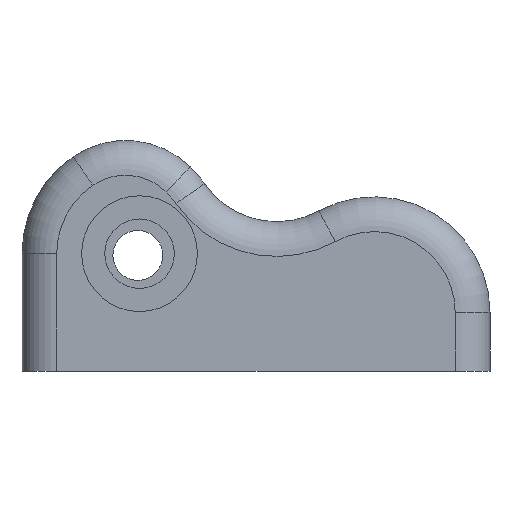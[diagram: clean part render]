
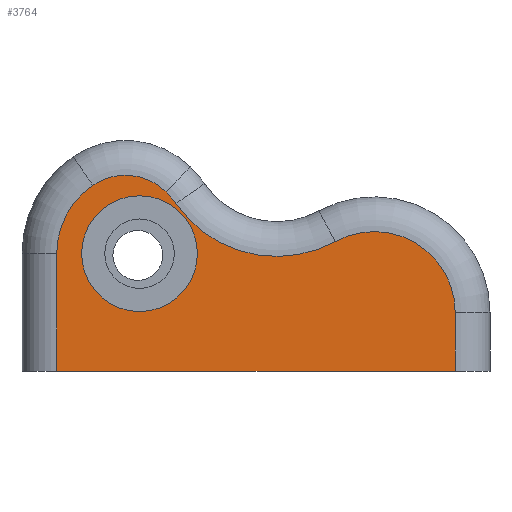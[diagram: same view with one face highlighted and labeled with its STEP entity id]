
A CAD part, left-side view. The second image highlights one B-rep face of the part: STEP entity #3764.
In plain terms, the highlighted planar face has unit normal (-1, 0, 0).
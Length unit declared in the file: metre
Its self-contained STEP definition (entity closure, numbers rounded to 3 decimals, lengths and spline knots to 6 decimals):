
#102=CIRCLE('',#4035,0.007);
#103=CIRCLE('',#4036,0.010585);
#104=CIRCLE('',#4037,0.007);
#105=CIRCLE('',#4038,0.005);
#106=CIRCLE('',#4039,0.00715);
#107=CIRCLE('',#4040,0.005);
#603=ORIENTED_EDGE('',*,*,#1726,.T.);
#604=ORIENTED_EDGE('',*,*,#1727,.T.);
#605=ORIENTED_EDGE('',*,*,#1728,.T.);
#606=ORIENTED_EDGE('',*,*,#1729,.T.);
#607=ORIENTED_EDGE('',*,*,#1730,.T.);
#608=ORIENTED_EDGE('',*,*,#1731,.T.);
#609=ORIENTED_EDGE('',*,*,#1732,.T.);
#610=ORIENTED_EDGE('',*,*,#1733,.T.);
#611=ORIENTED_EDGE('',*,*,#1734,.F.);
#1726=EDGE_CURVE('',#2287,#2288,#2646,.T.);
#1727=EDGE_CURVE('',#2288,#2289,#2647,.T.);
#1728=EDGE_CURVE('',#2289,#2290,#102,.T.);
#1729=EDGE_CURVE('',#2290,#2291,#103,.F.);
#1730=EDGE_CURVE('',#2291,#2292,#104,.T.);
#1731=EDGE_CURVE('',#2292,#2293,#105,.T.);
#1732=EDGE_CURVE('',#2293,#2294,#106,.T.);
#1733=EDGE_CURVE('',#2294,#2287,#2648,.F.);
#1734=EDGE_CURVE('',#2295,#2295,#107,.T.);
#2287=VERTEX_POINT('',#6135);
#2288=VERTEX_POINT('',#6136);
#2289=VERTEX_POINT('',#6138);
#2290=VERTEX_POINT('',#6140);
#2291=VERTEX_POINT('',#6142);
#2292=VERTEX_POINT('',#6144);
#2293=VERTEX_POINT('',#6146);
#2294=VERTEX_POINT('',#6148);
#2295=VERTEX_POINT('',#6151);
#2646=LINE('',#6134,#2850);
#2647=LINE('',#6137,#2851);
#2648=LINE('',#6149,#2852);
#2850=VECTOR('',#4694,1.);
#2851=VECTOR('',#4695,1.);
#2852=VECTOR('',#4706,1.);
#3032=EDGE_LOOP('',(#603,#604,#605,#606,#607,#608,#609,#610));
#3033=EDGE_LOOP('',(#611));
#3370=FACE_BOUND('',#3032,.T.);
#3371=FACE_BOUND('',#3033,.T.);
#3706=PLANE('',#4034);
#3764=ADVANCED_FACE('',(#3370,#3371),#3706,.T.);
#4034=AXIS2_PLACEMENT_3D('',#6133,#4692,#4693);
#4035=AXIS2_PLACEMENT_3D('',#6139,#4696,#4697);
#4036=AXIS2_PLACEMENT_3D('',#6141,#4698,#4699);
#4037=AXIS2_PLACEMENT_3D('',#6143,#4700,#4701);
#4038=AXIS2_PLACEMENT_3D('',#6145,#4702,#4703);
#4039=AXIS2_PLACEMENT_3D('',#6147,#4704,#4705);
#4040=AXIS2_PLACEMENT_3D('',#6150,#4707,#4708);
#4692=DIRECTION('',(-1.,0.,0.));
#4693=DIRECTION('',(0.,-1.,0.));
#4694=DIRECTION('',(0.,-1.,0.));
#4695=DIRECTION('',(0.,0.,1.));
#4696=DIRECTION('',(-1.,0.,0.));
#4697=DIRECTION('',(0.,-1.,0.));
#4698=DIRECTION('',(-1.,0.,0.));
#4699=DIRECTION('',(0.,-1.,0.));
#4700=DIRECTION('',(-1.,0.,0.));
#4701=DIRECTION('',(0.,-1.,0.));
#4702=DIRECTION('',(-1.,0.,0.));
#4703=DIRECTION('',(0.,-1.,0.));
#4704=DIRECTION('',(-1.,0.,0.));
#4705=DIRECTION('',(0.,-1.,0.));
#4706=DIRECTION('',(0.,0.,1.));
#4707=DIRECTION('',(-1.,0.,0.));
#4708=DIRECTION('',(0.,-1.,0.));
#6133=CARTESIAN_POINT('',(-0.0145,0.002042,-0.264142));
#6134=CARTESIAN_POINT('',(-0.0145,0.002042,-0.022821));
#6135=CARTESIAN_POINT('',(-0.0145,0.019,-0.022821));
#6136=CARTESIAN_POINT('',(-0.0145,-0.015416,-0.022821));
#6137=CARTESIAN_POINT('',(-0.0145,-0.015416,-0.264142));
#6138=CARTESIAN_POINT('',(-0.0145,-0.015416,-0.017765));
#6139=CARTESIAN_POINT('',(-0.0145,-0.008416,-0.017765));
#6140=CARTESIAN_POINT('',(-0.0145,-0.005066,-0.011619));
#6141=CARTESIAN_POINT('',(-0.0145,0.,-0.002325));
#6142=CARTESIAN_POINT('',(-0.0145,0.008707,-0.008344));
#6143=CARTESIAN_POINT('',(-0.0145,0.014465,-0.012325));
#6144=CARTESIAN_POINT('',(-0.0145,0.009562,-0.007328));
#6145=CARTESIAN_POINT('',(-0.0145,0.013064,-0.010897));
#6146=CARTESIAN_POINT('',(-0.0145,0.015888,-0.006771));
#6147=CARTESIAN_POINT('',(-0.0145,0.01185,-0.012671));
#6148=CARTESIAN_POINT('',(-0.0145,0.019,-0.012671));
#6149=CARTESIAN_POINT('',(-0.0145,0.019,-0.022821));
#6150=CARTESIAN_POINT('',(-0.0145,0.01185,-0.012671));
#6151=CARTESIAN_POINT('',(-0.0145,0.00685,-0.012671));
